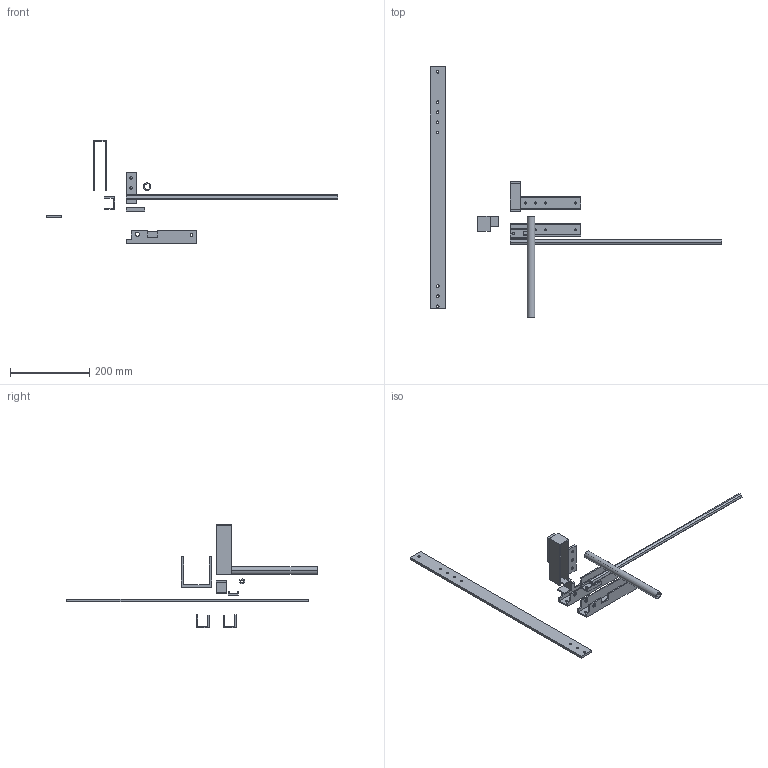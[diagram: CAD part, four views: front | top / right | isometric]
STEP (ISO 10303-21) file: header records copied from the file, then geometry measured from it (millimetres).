
FILE_DESCRIPTION(/* description */ ('STEP AP242','CAx-IF Rec.Pracs.---Representation and Presentation of Product Manufacturing Information (PMI)---4.0---2014-10-13','CAx-IF Rec.Pracs.---3D Tessellated Geometry---0.4---2014-09-14','2;1'),/* implementation_level */ '2;1');
FILE_NAME(/* name */ '617f1b73839168722a0b1244',/* time_stamp */ '2021-10-31T22:40:52+00:00',/* author */ (''),/* organization */ (''),/* preprocessor_version */ 'ST-DEVELOPER v18.1',/* originating_system */ ' ',/* authorisation */ ' ');
FILE_SCHEMA (('AP242_MANAGED_MODEL_BASED_3D_ENGINEERING_MIM_LF { 1 0 10303 442 1 1 4 }'));
Length unit declared in the file: metre
Products named in the file (9): Part 9; Part 8; Part 7; Part 6; Part 5; Part 4; Part 3; Part 2; Part 1
Bounding box: 734.71 x 630.88 x 260.48 mm (x, y, z)
Volume: 395577.2 mm3; surface area: 223912.8 mm2
Topology: 9 solids, 9 shells, 133 faces, 365 edges, 250 vertices
Faces by surface type: plane 100, cylinder 33
Full cylindrical faces by diameter (mm): 5.105 x10, 6.35 x7, 6.477 x6, 6.756 x4, 10.084 x4, 11.113 x1, 19.05 x1
Entity records: 4241 total; most frequent: CARTESIAN_POINT 684, DIRECTION 662, ORIENTED_EDGE 624, EDGE_CURVE 312, LINE 246, VECTOR 246, EDGE_LOOP 232, FACE_BOUND 232
